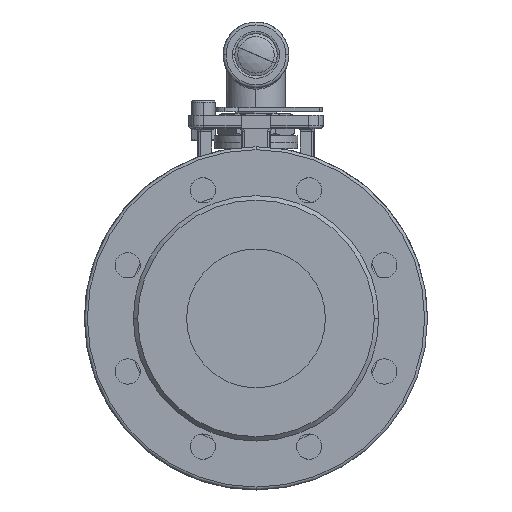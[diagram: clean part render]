
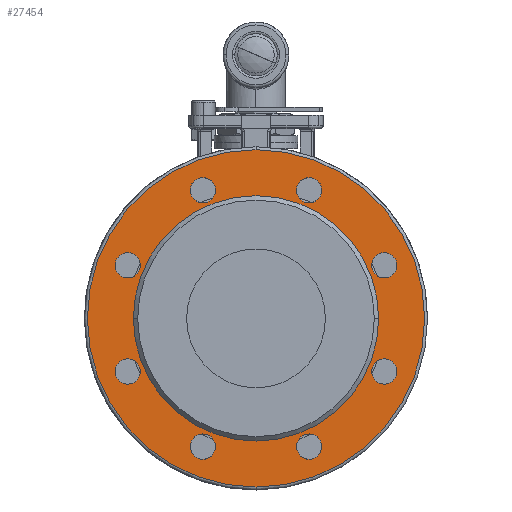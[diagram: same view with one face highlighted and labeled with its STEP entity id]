
A CAD part, left-side view. The second image highlights one B-rep face of the part: STEP entity #27454.
In plain terms, the highlighted planar face has unit normal (-1, 0, 0).
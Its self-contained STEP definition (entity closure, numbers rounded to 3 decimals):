
#13150=CARTESIAN_POINT('',(-72.,-0.,-115.5));
#13151=VERTEX_POINT('',#13150);
#13161=CARTESIAN_POINT('',(-72.,0.,115.5));
#13162=VERTEX_POINT('',#13161);
#13163=CARTESIAN_POINT('',(-72.,0.,0.));
#13164=DIRECTION('',(1.,0.,0.));
#13165=DIRECTION('',(0.,0.,-1.));
#13166=AXIS2_PLACEMENT_3D('',#13163,#13164,#13165);
#13167=CIRCLE('',#13166,115.5);
#13168=EDGE_CURVE('',#13151,#13162,#13167,.T.);
#17230=CARTESIAN_POINT('',(-72.,36.355,-79.122));
#17231=VERTEX_POINT('',#17230);
#17238=CARTESIAN_POINT('',(-72.,36.355,-96.416));
#17239=VERTEX_POINT('',#17238);
#17240=CARTESIAN_POINT('',(-72.,36.355,-87.769));
#17241=DIRECTION('',(1.,0.,-0.));
#17242=DIRECTION('',(0.,0.,1.));
#17243=AXIS2_PLACEMENT_3D('',#17240,#17241,#17242);
#17244=CIRCLE('',#17243,8.647);
#17245=EDGE_CURVE('',#17239,#17231,#17244,.T.);
#17271=CARTESIAN_POINT('',(-72.,-36.355,-79.122));
#17272=VERTEX_POINT('',#17271);
#17282=CARTESIAN_POINT('',(-72.,-36.355,-96.416));
#17283=VERTEX_POINT('',#17282);
#17284=CARTESIAN_POINT('',(-72.,-36.355,-87.769));
#17285=DIRECTION('',(1.,0.,-0.));
#17286=DIRECTION('',(0.,0.,1.));
#17287=AXIS2_PLACEMENT_3D('',#17284,#17285,#17286);
#17288=CIRCLE('',#17287,8.647);
#17289=EDGE_CURVE('',#17283,#17272,#17288,.T.);
#17389=CARTESIAN_POINT('',(-72.,-87.769,-27.708));
#17390=VERTEX_POINT('',#17389);
#17399=CARTESIAN_POINT('',(-72.,-87.769,-45.002));
#17400=VERTEX_POINT('',#17399);
#17401=CARTESIAN_POINT('',(-72.,-87.769,-36.355));
#17402=DIRECTION('',(1.,0.,-0.));
#17403=DIRECTION('',(0.,0.,1.));
#17404=AXIS2_PLACEMENT_3D('',#17401,#17402,#17403);
#17405=CIRCLE('',#17404,8.647);
#17406=EDGE_CURVE('',#17400,#17390,#17405,.T.);
#17518=CARTESIAN_POINT('',(-72.,-87.769,45.002));
#17519=VERTEX_POINT('',#17518);
#17528=CARTESIAN_POINT('',(-72.,-87.769,27.708));
#17529=VERTEX_POINT('',#17528);
#17530=CARTESIAN_POINT('',(-72.,-87.769,36.355));
#17531=DIRECTION('',(1.,0.,-0.));
#17532=DIRECTION('',(0.,0.,1.));
#17533=AXIS2_PLACEMENT_3D('',#17530,#17531,#17532);
#17534=CIRCLE('',#17533,8.647);
#17535=EDGE_CURVE('',#17529,#17519,#17534,.T.);
#17647=CARTESIAN_POINT('',(-72.,-36.355,96.416));
#17648=VERTEX_POINT('',#17647);
#17657=CARTESIAN_POINT('',(-72.,-36.355,79.122));
#17658=VERTEX_POINT('',#17657);
#17659=CARTESIAN_POINT('',(-72.,-36.355,87.769));
#17660=DIRECTION('',(1.,0.,-0.));
#17661=DIRECTION('',(0.,0.,1.));
#17662=AXIS2_PLACEMENT_3D('',#17659,#17660,#17661);
#17663=CIRCLE('',#17662,8.647);
#17664=EDGE_CURVE('',#17658,#17648,#17663,.T.);
#17755=CARTESIAN_POINT('',(-72.,36.355,96.416));
#17756=VERTEX_POINT('',#17755);
#17765=CARTESIAN_POINT('',(-72.,36.355,79.122));
#17766=VERTEX_POINT('',#17765);
#17767=CARTESIAN_POINT('',(-72.,36.355,87.769));
#17768=DIRECTION('',(1.,0.,-0.));
#17769=DIRECTION('',(0.,0.,1.));
#17770=AXIS2_PLACEMENT_3D('',#17767,#17768,#17769);
#17771=CIRCLE('',#17770,8.647);
#17772=EDGE_CURVE('',#17766,#17756,#17771,.T.);
#17796=CARTESIAN_POINT('',(-72.,87.769,45.002));
#17797=VERTEX_POINT('',#17796);
#17806=CARTESIAN_POINT('',(-72.,87.769,27.708));
#17807=VERTEX_POINT('',#17806);
#17808=CARTESIAN_POINT('',(-72.,87.769,36.355));
#17809=DIRECTION('',(1.,0.,-0.));
#17810=DIRECTION('',(0.,0.,1.));
#17811=AXIS2_PLACEMENT_3D('',#17808,#17809,#17810);
#17812=CIRCLE('',#17811,8.647);
#17813=EDGE_CURVE('',#17807,#17797,#17812,.T.);
#17838=CARTESIAN_POINT('',(-72.,87.769,-27.708));
#17839=VERTEX_POINT('',#17838);
#17848=CARTESIAN_POINT('',(-72.,87.769,-45.002));
#17849=VERTEX_POINT('',#17848);
#17850=CARTESIAN_POINT('',(-72.,87.769,-36.355));
#17851=DIRECTION('',(1.,0.,-0.));
#17852=DIRECTION('',(0.,0.,1.));
#17853=AXIS2_PLACEMENT_3D('',#17850,#17851,#17852);
#17854=CIRCLE('',#17853,8.647);
#17855=EDGE_CURVE('',#17849,#17839,#17854,.T.);
#17882=CARTESIAN_POINT('',(-72.,84.,-0.));
#17883=VERTEX_POINT('',#17882);
#17899=CARTESIAN_POINT('',(-72.,-84.,0.));
#17900=VERTEX_POINT('',#17899);
#17907=CARTESIAN_POINT('',(-72.,0.,0.));
#17908=DIRECTION('',(1.,0.,0.));
#17909=DIRECTION('',(-0.,1.,0.));
#17910=AXIS2_PLACEMENT_3D('',#17907,#17908,#17909);
#17911=CIRCLE('',#17910,84.);
#17912=EDGE_CURVE('',#17883,#17900,#17911,.T.);
#23037=CARTESIAN_POINT('',(-72.,0.,0.));
#23038=DIRECTION('',(1.,0.,0.));
#23039=DIRECTION('',(-0.,1.,0.));
#23040=AXIS2_PLACEMENT_3D('',#23037,#23038,#23039);
#23041=CIRCLE('',#23040,84.);
#23042=EDGE_CURVE('',#17900,#17883,#23041,.T.);
#23087=CARTESIAN_POINT('',(-72.,87.769,-36.355));
#23088=DIRECTION('',(1.,0.,-0.));
#23089=DIRECTION('',(0.,0.,1.));
#23090=AXIS2_PLACEMENT_3D('',#23087,#23088,#23089);
#23091=CIRCLE('',#23090,8.647);
#23092=EDGE_CURVE('',#17839,#17849,#23091,.T.);
#23119=CARTESIAN_POINT('',(-72.,87.769,36.355));
#23120=DIRECTION('',(1.,0.,-0.));
#23121=DIRECTION('',(0.,0.,1.));
#23122=AXIS2_PLACEMENT_3D('',#23119,#23120,#23121);
#23123=CIRCLE('',#23122,8.647);
#23124=EDGE_CURVE('',#17797,#17807,#23123,.T.);
#23144=CARTESIAN_POINT('',(-72.,36.355,87.769));
#23145=DIRECTION('',(1.,0.,-0.));
#23146=DIRECTION('',(0.,0.,1.));
#23147=AXIS2_PLACEMENT_3D('',#23144,#23145,#23146);
#23148=CIRCLE('',#23147,8.647);
#23149=EDGE_CURVE('',#17756,#17766,#23148,.T.);
#23183=CARTESIAN_POINT('',(-72.,-36.355,87.769));
#23184=DIRECTION('',(1.,0.,-0.));
#23185=DIRECTION('',(0.,0.,1.));
#23186=AXIS2_PLACEMENT_3D('',#23183,#23184,#23185);
#23187=CIRCLE('',#23186,8.647);
#23188=EDGE_CURVE('',#17648,#17658,#23187,.T.);
#23207=CARTESIAN_POINT('',(-72.,-87.769,36.355));
#23208=DIRECTION('',(1.,0.,-0.));
#23209=DIRECTION('',(0.,0.,1.));
#23210=AXIS2_PLACEMENT_3D('',#23207,#23208,#23209);
#23211=CIRCLE('',#23210,8.647);
#23212=EDGE_CURVE('',#17519,#17529,#23211,.T.);
#23231=CARTESIAN_POINT('',(-72.,-87.769,-36.355));
#23232=DIRECTION('',(1.,0.,-0.));
#23233=DIRECTION('',(0.,0.,1.));
#23234=AXIS2_PLACEMENT_3D('',#23231,#23232,#23233);
#23235=CIRCLE('',#23234,8.647);
#23236=EDGE_CURVE('',#17390,#17400,#23235,.T.);
#23276=CARTESIAN_POINT('',(-72.,-36.355,-87.769));
#23277=DIRECTION('',(1.,0.,-0.));
#23278=DIRECTION('',(0.,0.,1.));
#23279=AXIS2_PLACEMENT_3D('',#23276,#23277,#23278);
#23280=CIRCLE('',#23279,8.647);
#23281=EDGE_CURVE('',#17272,#17283,#23280,.T.);
#23301=CARTESIAN_POINT('',(-72.,36.355,-87.769));
#23302=DIRECTION('',(1.,0.,-0.));
#23303=DIRECTION('',(0.,0.,1.));
#23304=AXIS2_PLACEMENT_3D('',#23301,#23302,#23303);
#23305=CIRCLE('',#23304,8.647);
#23306=EDGE_CURVE('',#17231,#17239,#23305,.T.);
#27403=CARTESIAN_POINT('',(-72.,100.75,0.));
#27404=DIRECTION('',(-1.,0.,0.));
#27405=DIRECTION('',(0.,0.,1.));
#27406=AXIS2_PLACEMENT_3D('',#27403,#27404,#27405);
#27407=PLANE('',#27406);
#27408=CARTESIAN_POINT('',(-72.,0.,0.));
#27409=DIRECTION('',(1.,0.,0.));
#27410=DIRECTION('',(0.,0.,-1.));
#27411=AXIS2_PLACEMENT_3D('',#27408,#27409,#27410);
#27412=CIRCLE('',#27411,115.5);
#27413=EDGE_CURVE('',#13162,#13151,#27412,.T.);
#27414=ORIENTED_EDGE('',*,*,#27413,.F.);
#27415=ORIENTED_EDGE('',*,*,#13168,.F.);
#27416=EDGE_LOOP('',(#27414,#27415));
#27417=FACE_BOUND('',#27416,.T.);
#27418=ORIENTED_EDGE('',*,*,#23042,.T.);
#27419=ORIENTED_EDGE('',*,*,#17912,.T.);
#27420=EDGE_LOOP('',(#27418,#27419));
#27421=FACE_BOUND('',#27420,.T.);
#27422=ORIENTED_EDGE('',*,*,#17855,.T.);
#27423=ORIENTED_EDGE('',*,*,#23092,.T.);
#27424=EDGE_LOOP('',(#27422,#27423));
#27425=FACE_BOUND('',#27424,.T.);
#27426=ORIENTED_EDGE('',*,*,#17813,.T.);
#27427=ORIENTED_EDGE('',*,*,#23124,.T.);
#27428=EDGE_LOOP('',(#27426,#27427));
#27429=FACE_BOUND('',#27428,.T.);
#27430=ORIENTED_EDGE('',*,*,#17772,.T.);
#27431=ORIENTED_EDGE('',*,*,#23149,.T.);
#27432=EDGE_LOOP('',(#27430,#27431));
#27433=FACE_BOUND('',#27432,.T.);
#27434=ORIENTED_EDGE('',*,*,#17664,.T.);
#27435=ORIENTED_EDGE('',*,*,#23188,.T.);
#27436=EDGE_LOOP('',(#27434,#27435));
#27437=FACE_BOUND('',#27436,.T.);
#27438=ORIENTED_EDGE('',*,*,#17535,.T.);
#27439=ORIENTED_EDGE('',*,*,#23212,.T.);
#27440=EDGE_LOOP('',(#27438,#27439));
#27441=FACE_BOUND('',#27440,.T.);
#27442=ORIENTED_EDGE('',*,*,#17406,.T.);
#27443=ORIENTED_EDGE('',*,*,#23236,.T.);
#27444=EDGE_LOOP('',(#27442,#27443));
#27445=FACE_BOUND('',#27444,.T.);
#27446=ORIENTED_EDGE('',*,*,#17289,.T.);
#27447=ORIENTED_EDGE('',*,*,#23281,.T.);
#27448=EDGE_LOOP('',(#27446,#27447));
#27449=FACE_BOUND('',#27448,.T.);
#27450=ORIENTED_EDGE('',*,*,#17245,.T.);
#27451=ORIENTED_EDGE('',*,*,#23306,.T.);
#27452=EDGE_LOOP('',(#27450,#27451));
#27453=FACE_BOUND('',#27452,.T.);
#27454=ADVANCED_FACE('',(#27417,#27421,#27425,#27429,#27433,#27437,#27441,#27445,#27449,#27453),#27407,.T.);
